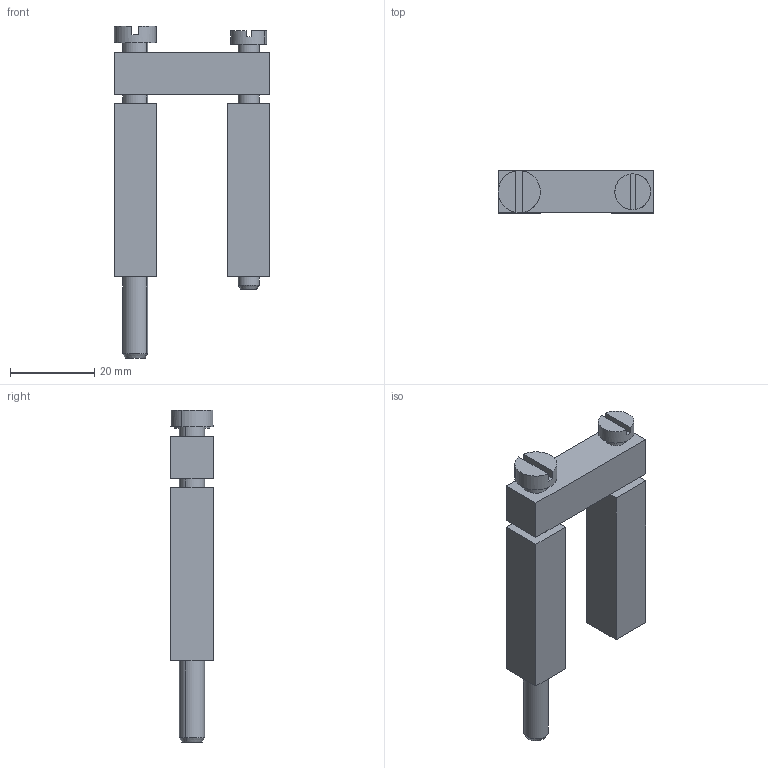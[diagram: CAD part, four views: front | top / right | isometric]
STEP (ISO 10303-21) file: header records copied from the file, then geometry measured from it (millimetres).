
FILE_DESCRIPTION(('CATIA V5R20 STEP214'),'2;1');
FILE_NAME ('5988554_2', '2014-07-24T08:43:11+00:00', ('Weidmueller Interface'), ('Weidmueller'), 'CATIA Version 5 Release 20 SP 5 (IN-10)', 'CATIA V5 STEP AP214', 'none');
FILE_SCHEMA(('AUTOMOTIVE_DESIGN { 1 0 10303 214 1 1 1 1 }'));
Length unit declared in the file: millimetre
Products named in the file (1): WQV_70-95-PEN
Bounding box: 37 x 10 x 79 mm (x, y, z)
Volume: 13211 mm3; surface area: 6273.1 mm2
Topology: 1 solids, 1 shells, 52 faces, 116 edges, 76 vertices
Faces by surface type: plane 32, cylinder 16, cone 4
Entity records: 1327 total; most frequent: ORIENTED_EDGE 232, CARTESIAN_POINT 224, DIRECTION 178, EDGE_CURVE 116, AXIS2_PLACEMENT_3D 76, VERTEX_POINT 76, VECTOR 72, LINE 72
